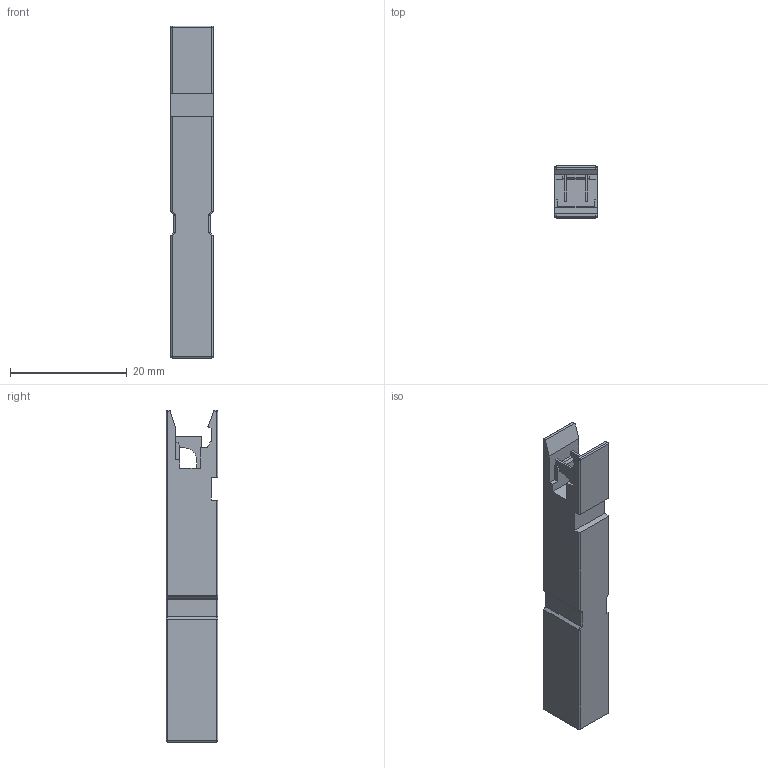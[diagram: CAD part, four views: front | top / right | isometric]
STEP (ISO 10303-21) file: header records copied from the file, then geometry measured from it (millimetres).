
FILE_DESCRIPTION (( 'STEP AP203' ), '1' );
FILE_NAME ('CS3-5C5EU-1P ITK 冓踖樦 110 蠂櫡 縺 1 櫡賾.STEP', '2016-08-25T14:12:58', ( '' ), ( '' ), 'SwSTEP 2.0', 'SolidWorks 2014', '' );
FILE_SCHEMA (( 'CONFIG_CONTROL_DESIGN' ));
Length unit declared in the file: millimetre
Products named in the file (2): CS3-5C5EU-1P ITK 冓踖樦 110 蠂櫡 縺 1 櫡賾
Bounding box: 7.2 x 8.8 x 56.8 mm (x, y, z)
Volume: 2026 mm3; surface area: 2852.9 mm2
Topology: 1 solids, 1 shells, 141 faces, 372 edges, 216 vertices
Faces by surface type: plane 73, cylinder 44, sphere 8, bspline 8, torus 8
Entity records: 4401 total; most frequent: CARTESIAN_POINT 911, ORIENTED_EDGE 712, DIRECTION 682, EDGE_CURVE 356, VECTOR 260, LINE 260, VERTEX_POINT 216, AXIS2_PLACEMENT_3D 211
